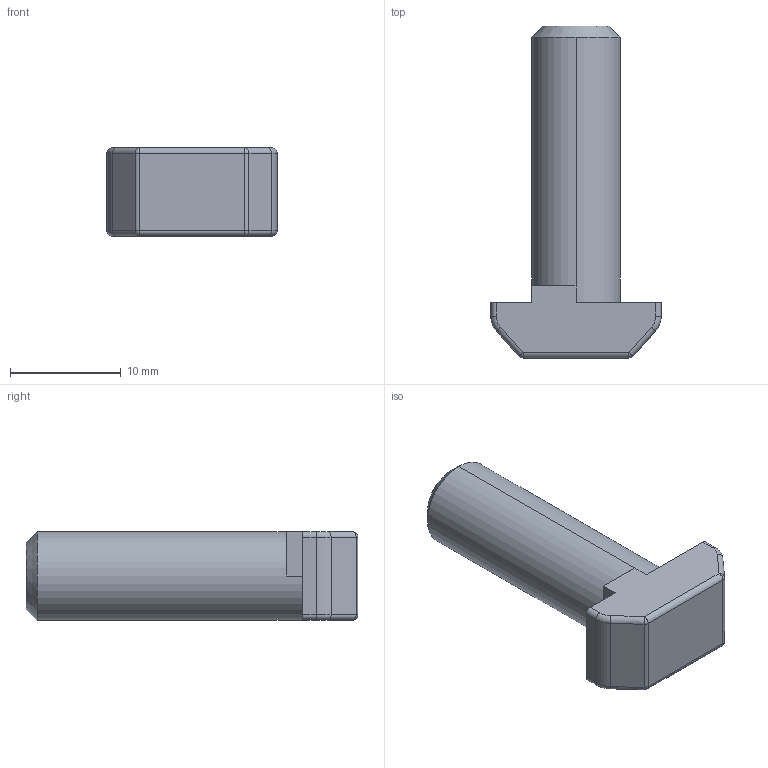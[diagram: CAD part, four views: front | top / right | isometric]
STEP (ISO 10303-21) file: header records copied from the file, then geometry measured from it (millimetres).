
FILE_DESCRIPTION (( 'STEP AP214' ), '1' );
FILE_NAME ('B758 Ò-áîëò Ì8õ25, ïàç 8.STEP', '2025-07-15T10:29:54', ( '' ), ( '' ), 'SwSTEP 2.0', 'SolidWorks 2025', '' );
FILE_SCHEMA (( 'AUTOMOTIVE_DESIGN' ));
Length unit declared in the file: millimetre
Products named in the file (1): B758 Т-болт М8х25, паз 8
Bounding box: 15.4 x 30 x 8 mm (x, y, z)
Volume: 1803.1 mm3; surface area: 1043.5 mm2
Topology: 1 solids, 1 shells, 40 faces, 94 edges, 52 vertices
Faces by surface type: cylinder 16, plane 14, sphere 4, torus 4, cone 2
Entity records: 1125 total; most frequent: DIRECTION 212, CARTESIAN_POINT 183, ORIENTED_EDGE 180, EDGE_CURVE 90, AXIS2_PLACEMENT_3D 81, VERTEX_POINT 52, LINE 50, VECTOR 50
